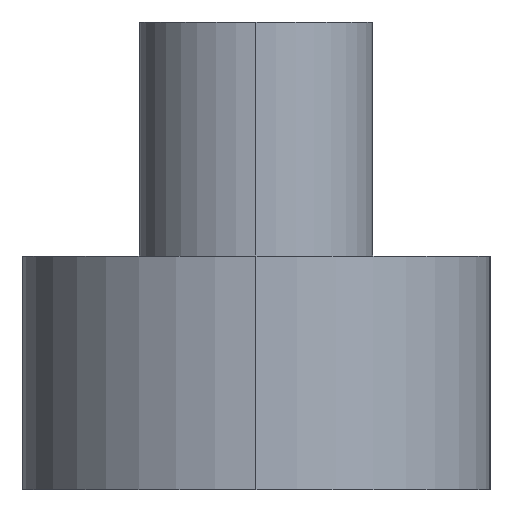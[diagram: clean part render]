
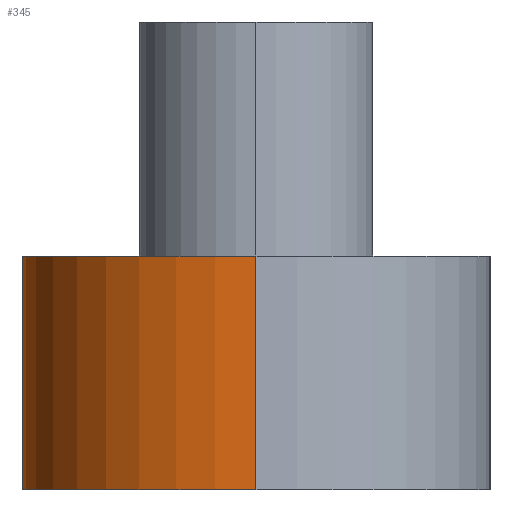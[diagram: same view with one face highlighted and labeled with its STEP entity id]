
A CAD part, left-side view. The second image highlights one B-rep face of the part: STEP entity #345.
In plain terms, the highlighted cylindrical face has radius 5 mm (diameter 10 mm), a partial arc.
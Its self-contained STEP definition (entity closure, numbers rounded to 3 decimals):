
#15 = EDGE_CURVE ( 'NONE', #307, #94, #67, .T. ) ;
#20 = EDGE_CURVE ( 'NONE', #94, #294, #335, .T. ) ;
#28 = ORIENTED_EDGE ( 'NONE', *, *, #15, .T. ) ;
#29 = AXIS2_PLACEMENT_3D ( 'NONE', #386, #238, #84 ) ;
#33 = VECTOR ( 'NONE', #287, 1000. ) ;
#37 = FACE_OUTER_BOUND ( 'NONE', #260, .T. ) ;
#41 = ORIENTED_EDGE ( 'NONE', *, *, #20, .T. ) ;
#67 = LINE ( 'NONE', #279, #88 ) ;
#69 = DIRECTION ( 'NONE',  ( 0., 1., 0. ) ) ;
#72 = ORIENTED_EDGE ( 'NONE', *, *, #315, .F. ) ;
#80 = LINE ( 'NONE', #291, #33 ) ;
#84 = DIRECTION ( 'NONE',  ( -1., 0., 0. ) ) ;
#88 = VECTOR ( 'NONE', #179, 1000. ) ;
#94 = VERTEX_POINT ( 'NONE', #193 ) ;
#97 = VERTEX_POINT ( 'NONE', #99 ) ;
#99 = CARTESIAN_POINT ( 'NONE',  ( -40., 0., 5. ) ) ;
#110 = EDGE_CURVE ( 'NONE', #97, #294, #80, .T. ) ;
#143 = CARTESIAN_POINT ( 'NONE',  ( -40., -5., 5. ) ) ;
#144 = CYLINDRICAL_SURFACE ( 'NONE', #29, 5. ) ;
#150 = DIRECTION ( 'NONE',  ( 1., 0., 0. ) ) ;
#170 = DIRECTION ( 'NONE',  ( 1., 0., 0. ) ) ;
#179 = DIRECTION ( 'NONE',  ( 0., -1., 0. ) ) ;
#193 = CARTESIAN_POINT ( 'NONE',  ( -45., -5., 0. ) ) ;
#199 = AXIS2_PLACEMENT_3D ( 'NONE', #274, #69, #150 ) ;
#233 = AXIS2_PLACEMENT_3D ( 'NONE', #355, #361, #170 ) ;
#238 = DIRECTION ( 'NONE',  ( 0., -1., 0. ) ) ;
#260 = EDGE_LOOP ( 'NONE', ( #72, #28, #41, #296 ) ) ;
#274 = CARTESIAN_POINT ( 'NONE',  ( -40., -5., 0. ) ) ;
#279 = CARTESIAN_POINT ( 'NONE',  ( -45., 0., 0. ) ) ;
#287 = DIRECTION ( 'NONE',  ( 0., -1., 0. ) ) ;
#291 = CARTESIAN_POINT ( 'NONE',  ( -40., 0., 5. ) ) ;
#294 = VERTEX_POINT ( 'NONE', #143 ) ;
#296 = ORIENTED_EDGE ( 'NONE', *, *, #110, .F. ) ;
#307 = VERTEX_POINT ( 'NONE', #327 ) ;
#315 = EDGE_CURVE ( 'NONE', #307, #97, #354, .T. ) ;
#327 = CARTESIAN_POINT ( 'NONE',  ( -45., 0., 0. ) ) ;
#335 = CIRCLE ( 'NONE', #199, 5. ) ;
#345 = ADVANCED_FACE ( 'NONE', ( #37 ), #144, .T. ) ;
#354 = CIRCLE ( 'NONE', #233, 5. ) ;
#355 = CARTESIAN_POINT ( 'NONE',  ( -40., 0., 0. ) ) ;
#361 = DIRECTION ( 'NONE',  ( 0., 1., 0. ) ) ;
#386 = CARTESIAN_POINT ( 'NONE',  ( -40., 0., 0. ) ) ;
